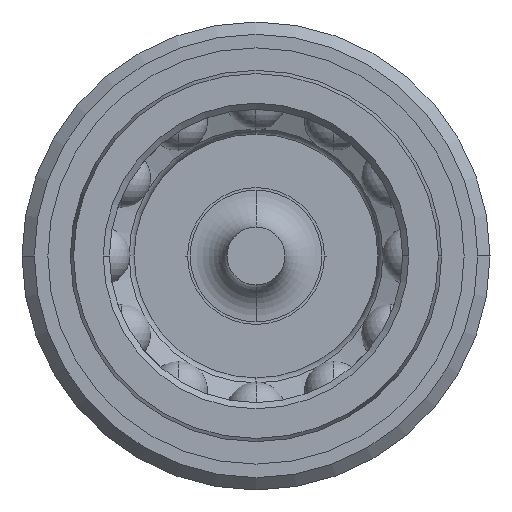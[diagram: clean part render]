
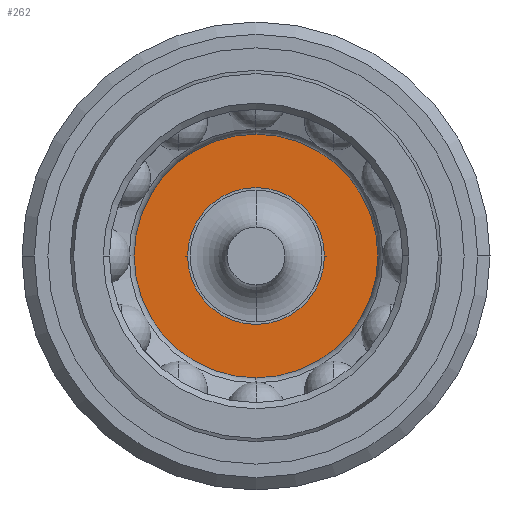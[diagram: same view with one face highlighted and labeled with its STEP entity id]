
A CAD part, left-side view. The second image highlights one B-rep face of the part: STEP entity #262.
In plain terms, the highlighted planar face has unit normal (-1, 0, 0).
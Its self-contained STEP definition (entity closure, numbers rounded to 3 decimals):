
#262 = ADVANCED_FACE( '', ( #592, #593 ), #594, .F. );
#592 = FACE_OUTER_BOUND( '', #978, .T. );
#593 = FACE_BOUND( '', #979, .T. );
#594 = PLANE( '', #980 );
#978 = EDGE_LOOP( '', ( #2151, #2152 ) );
#979 = EDGE_LOOP( '', ( #2153, #2154 ) );
#980 = AXIS2_PLACEMENT_3D( '', #2155, #2156, #2157 );
#2151 = ORIENTED_EDGE( '', *, *, #2752, .T. );
#2152 = ORIENTED_EDGE( '', *, *, #2817, .T. );
#2153 = ORIENTED_EDGE( '', *, *, #2754, .F. );
#2154 = ORIENTED_EDGE( '', *, *, #2816, .F. );
#2155 = CARTESIAN_POINT( '', ( -17.9, 7.928, 0. ) );
#2156 = DIRECTION( '', ( 1., 0., 0. ) );
#2157 = DIRECTION( '', ( 0., -1., 0. ) );
#2752 = EDGE_CURVE( '', #3396, #3400, #3402, .T. );
#2754 = EDGE_CURVE( '', #3403, #3406, #3407, .T. );
#2816 = EDGE_CURVE( '', #3406, #3403, #3508, .T. );
#2817 = EDGE_CURVE( '', #3400, #3396, #3509, .T. );
#3396 = VERTEX_POINT( '', #4918 );
#3400 = VERTEX_POINT( '', #4923 );
#3402 = CIRCLE( '', #4926, 10.3 );
#3403 = VERTEX_POINT( '', #4927 );
#3406 = VERTEX_POINT( '', #4931 );
#3407 = CIRCLE( '', #4932, 5.555 );
#3508 = CIRCLE( '', #5362, 5.555 );
#3509 = CIRCLE( '', #5363, 10.3 );
#4918 = CARTESIAN_POINT( '', ( -17.9, 10.3, 0. ) );
#4923 = CARTESIAN_POINT( '', ( -17.9, -10.3, 0. ) );
#4926 = AXIS2_PLACEMENT_3D( '', #5949, #5950, #5951 );
#4927 = CARTESIAN_POINT( '', ( -17.9, 5.555, 0. ) );
#4931 = CARTESIAN_POINT( '', ( -17.9, -5.555, 0. ) );
#4932 = AXIS2_PLACEMENT_3D( '', #5953, #5954, #5955 );
#5362 = AXIS2_PLACEMENT_3D( '', #6071, #6072, #6073 );
#5363 = AXIS2_PLACEMENT_3D( '', #6074, #6075, #6076 );
#5949 = CARTESIAN_POINT( '', ( -17.9, 0., 0. ) );
#5950 = DIRECTION( '', ( -1., 0., 0. ) );
#5951 = DIRECTION( '', ( 0., 1., 0. ) );
#5953 = CARTESIAN_POINT( '', ( -17.9, 0., 0. ) );
#5954 = DIRECTION( '', ( -1., 0., 0. ) );
#5955 = DIRECTION( '', ( 0., 1., 0. ) );
#6071 = CARTESIAN_POINT( '', ( -17.9, 0., 0. ) );
#6072 = DIRECTION( '', ( -1., 0., 0. ) );
#6073 = DIRECTION( '', ( 0., 1., 0. ) );
#6074 = CARTESIAN_POINT( '', ( -17.9, 0., 0. ) );
#6075 = DIRECTION( '', ( -1., 0., 0. ) );
#6076 = DIRECTION( '', ( 0., 1., 0. ) );
